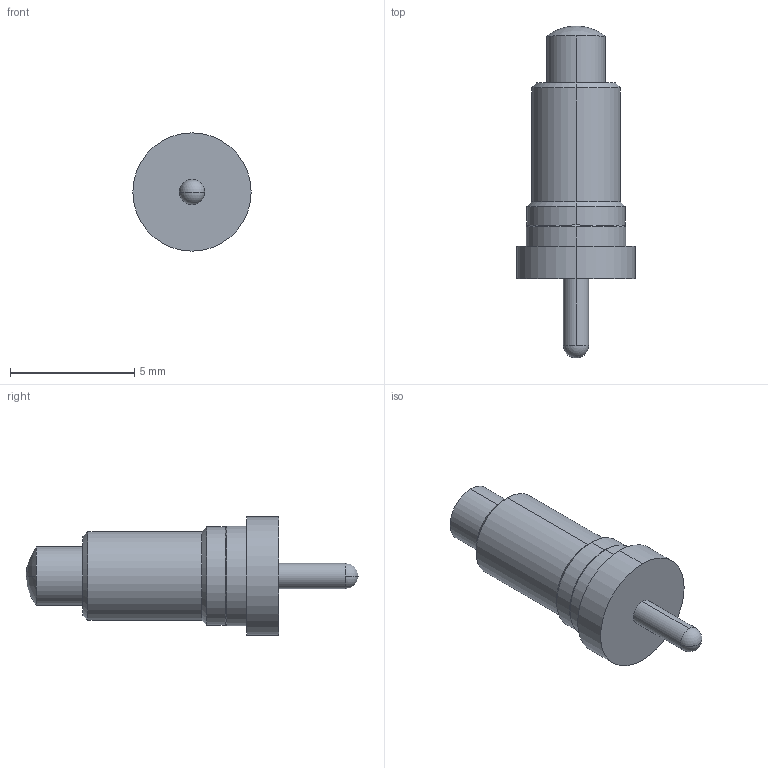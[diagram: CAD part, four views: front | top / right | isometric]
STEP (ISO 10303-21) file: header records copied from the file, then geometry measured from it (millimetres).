
FILE_DESCRIPTION (( 'STEP AP214' ), '1' );
FILE_NAME ('0861-0-15-20-82-14-11-0.STEP', '2020-03-04T08:57:22', ( '' ), ( '' ), 'SwSTEP 2.0', 'SolidWorks 2020', '' );
FILE_SCHEMA (( 'AUTOMOTIVE_DESIGN' ));
Length unit declared in the file: millimetre
Products named in the file (1): 0861-0-15-20-82-14-11-0
Bounding box: 4.75 x 13.34 x 4.75 mm (x, y, z)
Volume: 103.8 mm3; surface area: 151.3 mm2
Topology: 1 solids, 1 shells, 25 faces, 54 edges, 32 vertices
Faces by surface type: cylinder 12, cone 6, sphere 4, plane 3
Entity records: 710 total; most frequent: DIRECTION 138, CARTESIAN_POINT 110, ORIENTED_EDGE 104, AXIS2_PLACEMENT_3D 60, EDGE_CURVE 52, CIRCLE 34, VERTEX_POINT 32, EDGE_LOOP 28
